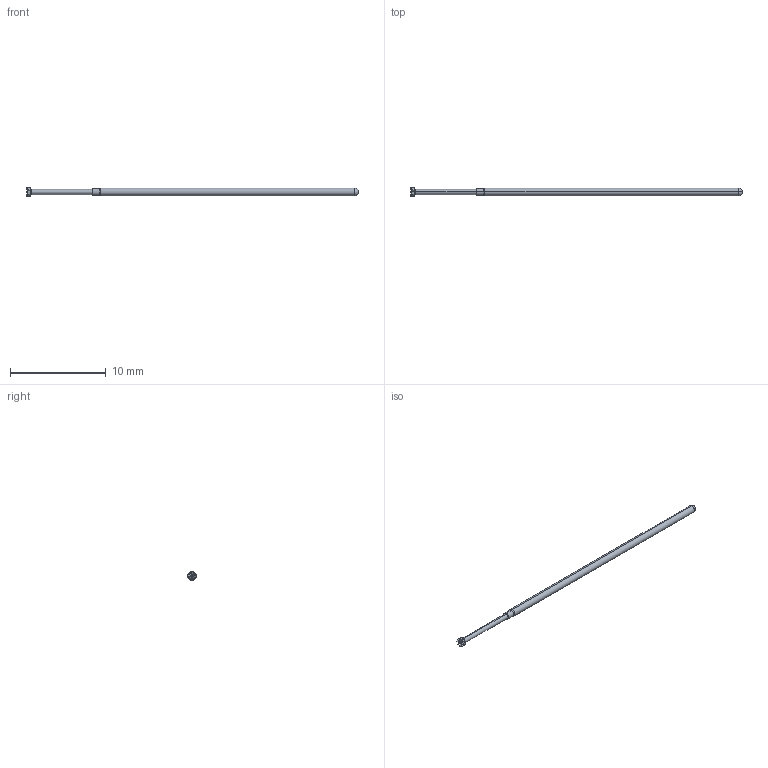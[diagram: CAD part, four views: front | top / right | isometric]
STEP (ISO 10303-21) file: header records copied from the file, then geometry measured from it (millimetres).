
FILE_DESCRIPTION (( 'STEP AP214' ), '1' );
FILE_NAME ('050-PTP2558_.STEP', '2021-11-24T21:48:23', ( '' ), ( '' ), 'SwSTEP 2.0', 'SolidWorks 2020', '' );
FILE_SCHEMA (( 'AUTOMOTIVE_DESIGN' ));
Length unit declared in the file: inch
Products named in the file (1): 050-PTP2558_
Bounding box: 34.59 x 0.89 x 0.89 mm (x, y, z)
Volume: 14.8 mm3; surface area: 81.5 mm2
Topology: 1 solids, 1 shells, 59 faces, 142 edges, 86 vertices
Faces by surface type: bspline 24, cone 15, plane 10, cylinder 8, torus 2
Entity records: 5782 total; most frequent: CARTESIAN_POINT 3824, ORIENTED_EDGE 284, DIRECTION 165, EDGE_CURVE 142, B_SPLINE_CURVE_WITH_KNOTS 88, VERTEX_POINT 86, AXIS2_PLACEMENT_3D 75, LENGTH_MEASURE_WITH_UNIT 62
